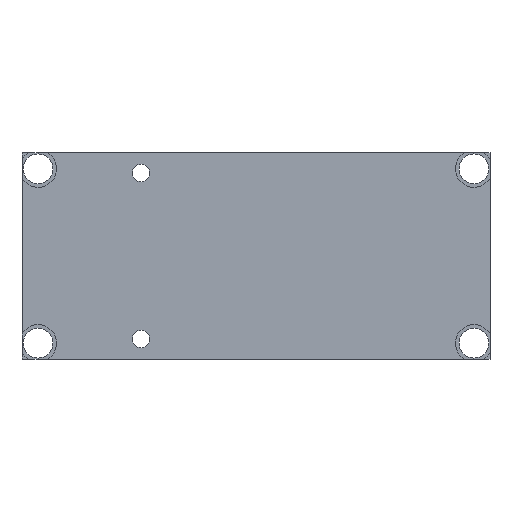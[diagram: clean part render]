
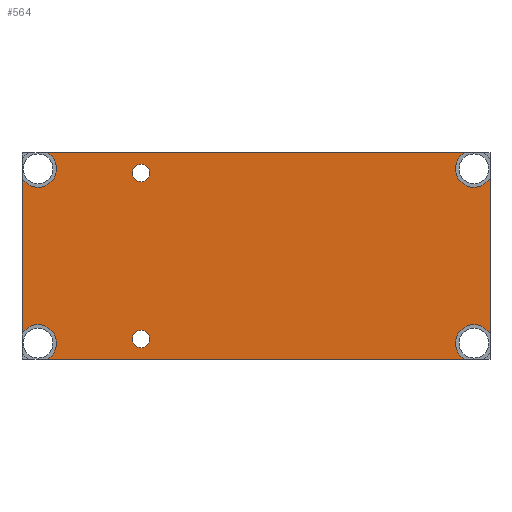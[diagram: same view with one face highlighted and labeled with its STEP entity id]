
A CAD part, top view. The second image highlights one B-rep face of the part: STEP entity #564.
In plain terms, the highlighted planar face has unit normal (0, 0, 1).
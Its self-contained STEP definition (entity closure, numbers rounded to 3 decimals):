
#25=FACE_BOUND('',#107,.T.);
#26=FACE_BOUND('',#108,.T.);
#40=PLANE('',#622);
#68=FACE_OUTER_BOUND('',#106,.T.);
#106=EDGE_LOOP('',(#513,#514,#515,#516,#517,#518,#519,#520));
#107=EDGE_LOOP('',(#521));
#108=EDGE_LOOP('',(#522));
#144=LINE('',#918,#194);
#151=LINE('',#932,#201);
#156=LINE('',#940,#206);
#157=LINE('',#942,#207);
#194=VECTOR('',#754,10.);
#201=VECTOR('',#771,10.);
#206=VECTOR('',#778,10.);
#207=VECTOR('',#781,10.);
#209=CIRCLE('',#568,2.518);
#211=CIRCLE('',#571,2.518);
#217=CIRCLE('',#580,5.3);
#222=CIRCLE('',#588,5.3);
#226=CIRCLE('',#595,5.3);
#234=CIRCLE('',#608,5.3);
#237=VERTEX_POINT('',#789);
#239=VERTEX_POINT('',#795);
#248=VERTEX_POINT('',#818);
#249=VERTEX_POINT('',#820);
#256=VERTEX_POINT('',#838);
#258=VERTEX_POINT('',#842);
#262=VERTEX_POINT('',#856);
#264=VERTEX_POINT('',#860);
#276=VERTEX_POINT('',#892);
#278=VERTEX_POINT('',#896);
#289=EDGE_CURVE('',#237,#237,#209,.T.);
#292=EDGE_CURVE('',#239,#239,#211,.T.);
#304=EDGE_CURVE('',#249,#248,#217,.T.);
#315=EDGE_CURVE('',#256,#258,#222,.T.);
#324=EDGE_CURVE('',#262,#264,#226,.T.);
#341=EDGE_CURVE('',#276,#278,#234,.T.);
#352=EDGE_CURVE('',#248,#262,#144,.T.);
#359=EDGE_CURVE('',#264,#256,#151,.T.);
#364=EDGE_CURVE('',#258,#276,#156,.T.);
#365=EDGE_CURVE('',#278,#249,#157,.T.);
#513=ORIENTED_EDGE('',*,*,#304,.T.);
#514=ORIENTED_EDGE('',*,*,#352,.T.);
#515=ORIENTED_EDGE('',*,*,#324,.T.);
#516=ORIENTED_EDGE('',*,*,#359,.T.);
#517=ORIENTED_EDGE('',*,*,#315,.T.);
#518=ORIENTED_EDGE('',*,*,#364,.T.);
#519=ORIENTED_EDGE('',*,*,#341,.T.);
#520=ORIENTED_EDGE('',*,*,#365,.T.);
#521=ORIENTED_EDGE('',*,*,#289,.T.);
#522=ORIENTED_EDGE('',*,*,#292,.T.);
#564=ADVANCED_FACE('',(#68,#25,#26),#40,.F.);
#568=AXIS2_PLACEMENT_3D('',#790,#627,#628);
#571=AXIS2_PLACEMENT_3D('',#796,#634,#635);
#580=AXIS2_PLACEMENT_3D('',#821,#658,#659);
#588=AXIS2_PLACEMENT_3D('',#844,#680,#681);
#595=AXIS2_PLACEMENT_3D('',#862,#699,#700);
#608=AXIS2_PLACEMENT_3D('',#898,#734,#735);
#622=AXIS2_PLACEMENT_3D('',#945,#785,#786);
#627=DIRECTION('center_axis',(0.,0.,-1.));
#628=DIRECTION('ref_axis',(1.,0.,0.));
#634=DIRECTION('center_axis',(0.,0.,-1.));
#635=DIRECTION('ref_axis',(1.,0.,0.));
#658=DIRECTION('center_axis',(0.,0.,-1.));
#659=DIRECTION('ref_axis',(1.,0.,0.));
#680=DIRECTION('center_axis',(0.,0.,-1.));
#681=DIRECTION('ref_axis',(1.,0.,0.));
#699=DIRECTION('center_axis',(0.,0.,-1.));
#700=DIRECTION('ref_axis',(1.,0.,0.));
#734=DIRECTION('center_axis',(0.,0.,-1.));
#735=DIRECTION('ref_axis',(1.,0.,0.));
#754=DIRECTION('',(0.,1.,0.));
#771=DIRECTION('',(-1.,0.,0.));
#778=DIRECTION('',(0.,-1.,0.));
#781=DIRECTION('',(1.,0.,0.));
#785=DIRECTION('center_axis',(0.,0.,-1.));
#786=DIRECTION('ref_axis',(1.,0.,0.));
#789=CARTESIAN_POINT('',(-48.018,23.8,-6.));
#790=CARTESIAN_POINT('Origin',(-45.5,23.8,-6.));
#795=CARTESIAN_POINT('',(-48.018,-23.8,-6.));
#796=CARTESIAN_POINT('Origin',(-45.5,-23.8,-6.));
#818=CARTESIAN_POINT('',(54.6,-22.368,-6.));
#820=CARTESIAN_POINT('',(47.368,-29.6,-6.));
#821=CARTESIAN_POINT('Origin',(50.,-25.,-6.));
#838=CARTESIAN_POINT('',(-72.368,29.6,-6.));
#842=CARTESIAN_POINT('',(-79.6,22.368,-6.));
#844=CARTESIAN_POINT('Origin',(-75.,25.,-6.));
#856=CARTESIAN_POINT('',(54.6,22.368,-6.));
#860=CARTESIAN_POINT('',(47.368,29.6,-6.));
#862=CARTESIAN_POINT('Origin',(50.,25.,-6.));
#892=CARTESIAN_POINT('',(-79.6,-22.368,-6.));
#896=CARTESIAN_POINT('',(-72.368,-29.6,-6.));
#898=CARTESIAN_POINT('Origin',(-75.,-25.,-6.));
#918=CARTESIAN_POINT('',(54.6,-29.6,-6.));
#932=CARTESIAN_POINT('',(54.6,29.6,-6.));
#940=CARTESIAN_POINT('',(-79.6,29.6,-6.));
#942=CARTESIAN_POINT('',(-79.6,-29.6,-6.));
#945=CARTESIAN_POINT('Origin',(-12.5,0.,-6.));
